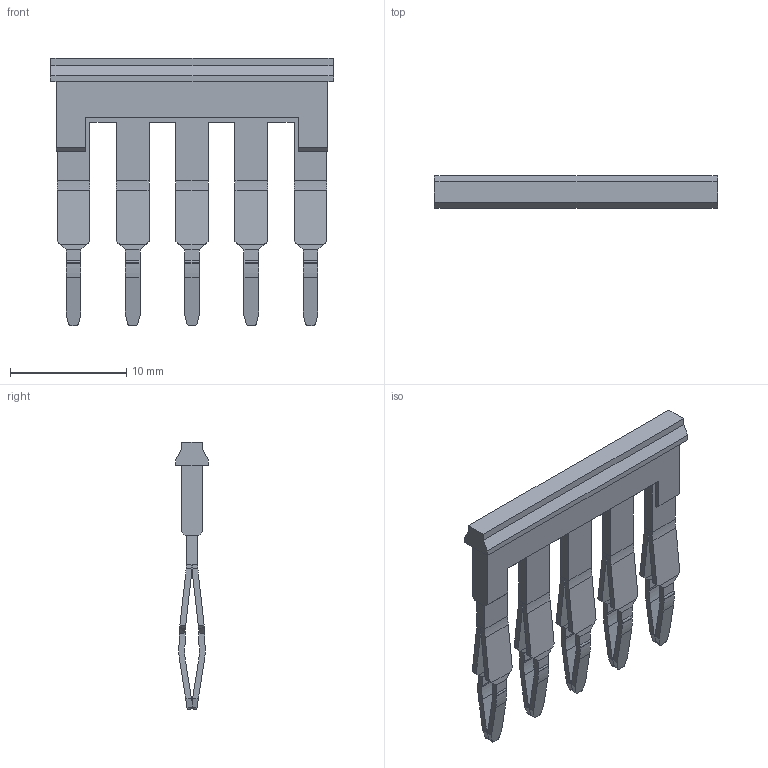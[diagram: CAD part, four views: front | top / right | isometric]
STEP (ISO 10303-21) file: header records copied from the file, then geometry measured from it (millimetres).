
FILE_DESCRIPTION(('CATIA V5R22 STEP214','CAx-IF Rec.Pracs.--- Model Styling and Organization---1.4--- 2014-01-23'),'2;1');
FILE_NAME ('018904-7_0_1693830000_1693830000.stp','2021-05-04T08:26:09+00:00',('none'),('Weidmueller'),'CATIA Version 5-6 Release 2016 SP3 HF44','CATIA V5 STEP AP214','none');
FILE_SCHEMA(('AUTOMOTIVE_DESIGN { 1 0 10303 214 1 1 1 1 }'));
Length unit declared in the file: millimetre
Products named in the file (1): ZQV 2.5N/5
Bounding box: 24.4 x 2.8 x 23.02 mm (x, y, z)
Volume: 419.5 mm3; surface area: 1369.1 mm2
Topology: 2 solids, 3 shells, 352 faces, 1061 edges, 706 vertices
Faces by surface type: plane 230, cylinder 102, bspline 20
Entity records: 11255 total; most frequent: CARTESIAN_POINT 2726, ORIENTED_EDGE 2122, DIRECTION 1227, EDGE_CURVE 1061, VERTEX_POINT 706, VECTOR 687, LINE 687, AXIS2_PLACEMENT_3D 383
